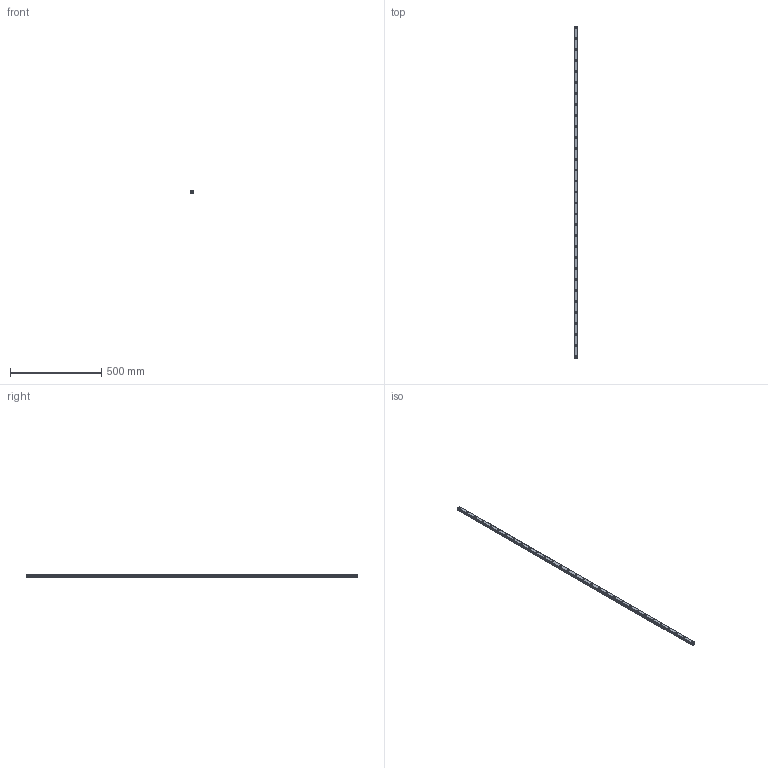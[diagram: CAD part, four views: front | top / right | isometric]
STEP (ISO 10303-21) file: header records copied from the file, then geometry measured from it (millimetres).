
FILE_DESCRIPTION(('STEP AP214'),'1');
FILE_NAME('cctmp_DCA81913-E8D4-4558-BC93-ADA8B862FD31_2021_02_03_14_05_49_0950..stp','2021-02-03T13:05:50',('HIWIN GmbH'),('CADClick - www.CADClick.com'),'Spatial InterOp 3D',' ','unknown authorization');
FILE_SCHEMA(('AUTOMOTIVE_DESIGN'));
Length unit declared in the file: millimetre
Products named in the file (1): EGR20R1820C_FILE
Bounding box: 20 x 1820 x 15.5 mm (x, y, z)
Volume: 487919.9 mm3; surface area: 146035.4 mm2
Topology: 1 solids, 1 shells, 475 faces, 1097 edges, 690 vertices
Faces by surface type: plane 271, cylinder 204
Entity records: 17355 total; most frequent: DIRECTION 2581, CARTESIAN_POINT 2263, ORIENTED_EDGE 2194, EDGE_CURVE 1097, AXIS2_PLACEMENT_3D 1008, VERTEX_POINT 690, LINE 565, VECTOR 565
